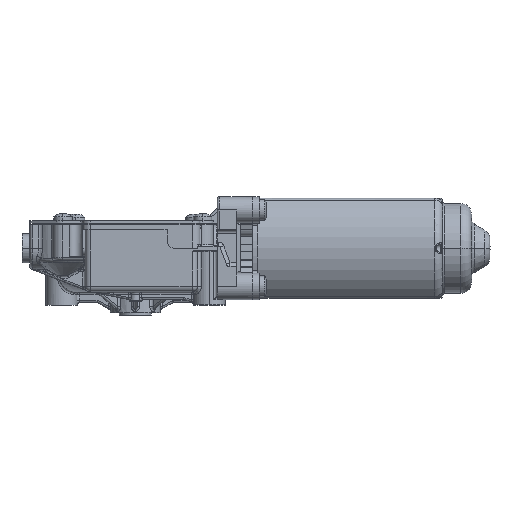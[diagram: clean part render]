
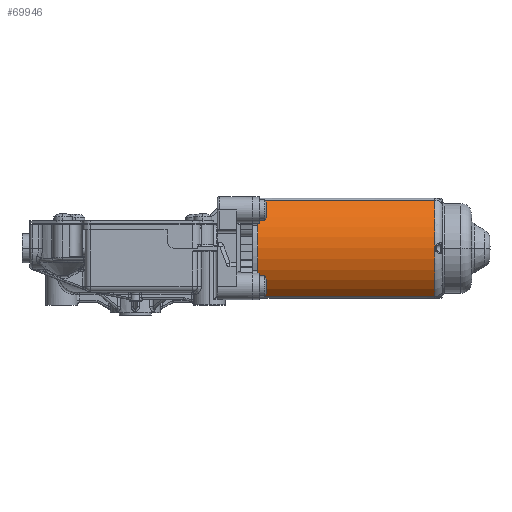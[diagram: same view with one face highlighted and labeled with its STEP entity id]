
A CAD part, top view. The second image highlights one B-rep face of the part: STEP entity #69946.
In plain terms, the highlighted cylindrical face has radius 24 mm (diameter 48 mm), a partial arc.
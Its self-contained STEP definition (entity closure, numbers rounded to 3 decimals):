
#63116=CARTESIAN_POINT('',(0.,2.,0.));
#63117=DIRECTION('',(0.,1.,0.));
#63118=DIRECTION('',(-0.648,0.,-0.762));
#63119=AXIS2_PLACEMENT_3D('',#63116,#63117,#63118);
#63121=CARTESIAN_POINT('',(0.,2.,0.));
#63122=DIRECTION('',(0.,1.,0.));
#63123=DIRECTION('',(-1.,0.,0.));
#63124=AXIS2_PLACEMENT_3D('',#63121,#63122,#63123);
#63873=DIRECTION('',(0.,1.,0.));
#63874=VECTOR('',#63873,67.);
#63875=CARTESIAN_POINT('',(-15.545,2.,18.286));
#63876=LINE('',#63875,#63874);
#63905=CARTESIAN_POINT('',(0.,69.,0.));
#63906=DIRECTION('',(0.,-1.,0.));
#63907=DIRECTION('',(-0.648,0.,0.762));
#63908=AXIS2_PLACEMENT_3D('',#63905,#63906,#63907);
#63910=CARTESIAN_POINT('',(0.,69.,0.));
#63911=DIRECTION('',(0.,-1.,0.));
#63912=DIRECTION('',(-1.,0.,0.));
#63913=AXIS2_PLACEMENT_3D('',#63910,#63911,#63912);
#64145=DIRECTION('',(0.,-1.,0.));
#64146=VECTOR('',#64145,67.);
#64147=CARTESIAN_POINT('',(-15.545,69.,
-18.286));
#64148=LINE('',#64147,#64146);
#65279=CARTESIAN_POINT('',(-15.545,2.,-18.286));
#65280=VERTEX_POINT('',#65279);
#65281=CARTESIAN_POINT('',(-24.,2.,0.));
#65282=CARTESIAN_POINT('',(-15.545,2.,18.286));
#65283=VERTEX_POINT('',#65281);
#65284=VERTEX_POINT('',#65282);
#65304=CARTESIAN_POINT('',(-15.545,69.,18.286));
#65305=CARTESIAN_POINT('',(-24.,69.,0.));
#65306=VERTEX_POINT('',#65304);
#65307=VERTEX_POINT('',#65305);
#65308=CARTESIAN_POINT('',(-15.545,69.,-18.286));
#65309=VERTEX_POINT('',#65308);
#69930=CARTESIAN_POINT('',(0.,-4.4,0.));
#69931=DIRECTION('',(0.,1.,0.));
#69932=DIRECTION('',(1.,0.,0.));
#69933=AXIS2_PLACEMENT_3D('',#69930,#69931,#69932);
#69934=CYLINDRICAL_SURFACE('',#69933,24.);
#69936=ORIENTED_EDGE('',*,*,#69935,.F.);
#69938=ORIENTED_EDGE('',*,*,#69937,.F.);
#69939=ORIENTED_EDGE('',*,*,#69921,.F.);
#69940=ORIENTED_EDGE('',*,*,#68904,.F.);
#69941=ORIENTED_EDGE('',*,*,#68902,.F.);
#69943=ORIENTED_EDGE('',*,*,#69942,.F.);
#69944=EDGE_LOOP('',(#69936,#69938,#69939,#69940,#69941,#69943));
#69945=FACE_OUTER_BOUND('',#69944,.F.);
#69946=ADVANCED_FACE('',(#69945),#69934,.T.);
#63120=CIRCLE('',#63119,24.);
#63125=CIRCLE('',#63124,24.);
#63909=CIRCLE('',#63908,24.);
#63914=CIRCLE('',#63913,24.);
#68902=EDGE_CURVE('',#65280,#65283,#63120,.T.);
#68904=EDGE_CURVE('',#65283,#65284,#63125,.T.);
#69921=EDGE_CURVE('',#65284,#65306,#63876,.T.);
#69935=EDGE_CURVE('',#65307,#65309,#63914,.T.);
#69937=EDGE_CURVE('',#65306,#65307,#63909,.T.);
#69942=EDGE_CURVE('',#65309,#65280,#64148,.T.);
